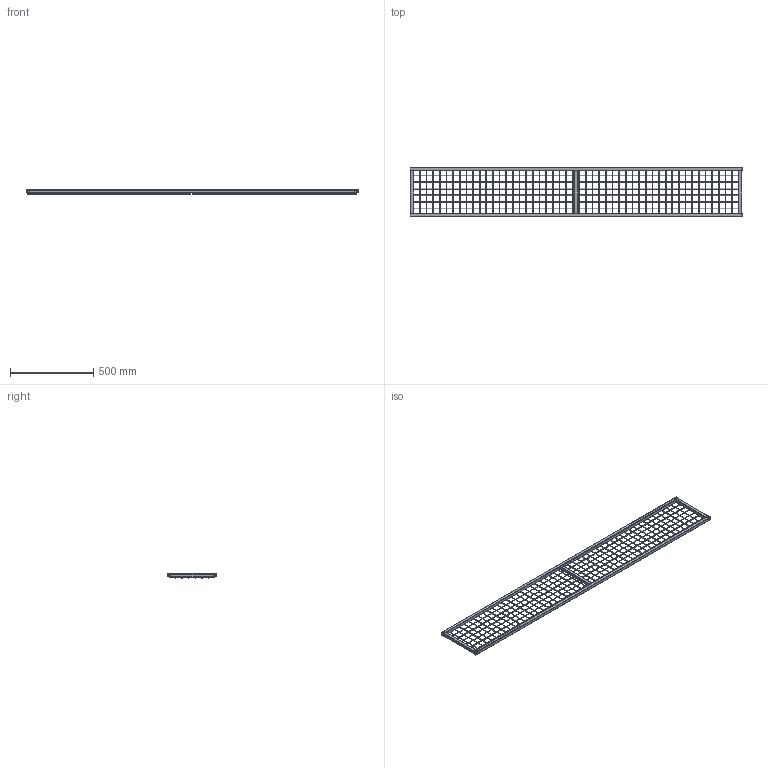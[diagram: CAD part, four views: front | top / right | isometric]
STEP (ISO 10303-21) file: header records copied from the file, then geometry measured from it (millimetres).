
FILE_DESCRIPTION (( 'STEP AP214' ), '1' );
FILE_NAME ('SRF_C_300_4_A.STEP', '2018-01-25T12:26:09', ( '' ), ( '' ), 'SwSTEP 2.0', 'SolidWorks 2018', '' );
FILE_SCHEMA (( 'AUTOMOTIVE_DESIGN' ));
Length unit declared in the file: millimetre
Products named in the file (1): SRF_C_300_4_A
Bounding box: 1999 x 295 x 28 mm (x, y, z)
Volume: 612141.8 mm3; surface area: 1033975.9 mm2
Topology: 63 solids, 63 shells, 618 faces, 1416 edges, 944 vertices
Faces by surface type: cylinder 320, plane 298
Entity records: 25106 total; most frequent: DIRECTION 3294, CARTESIAN_POINT 2979, ORIENTED_EDGE 2832, EDGE_CURVE 1416, AXIS2_PLACEMENT_3D 1259, VERTEX_POINT 944, LINE 776, VECTOR 776
